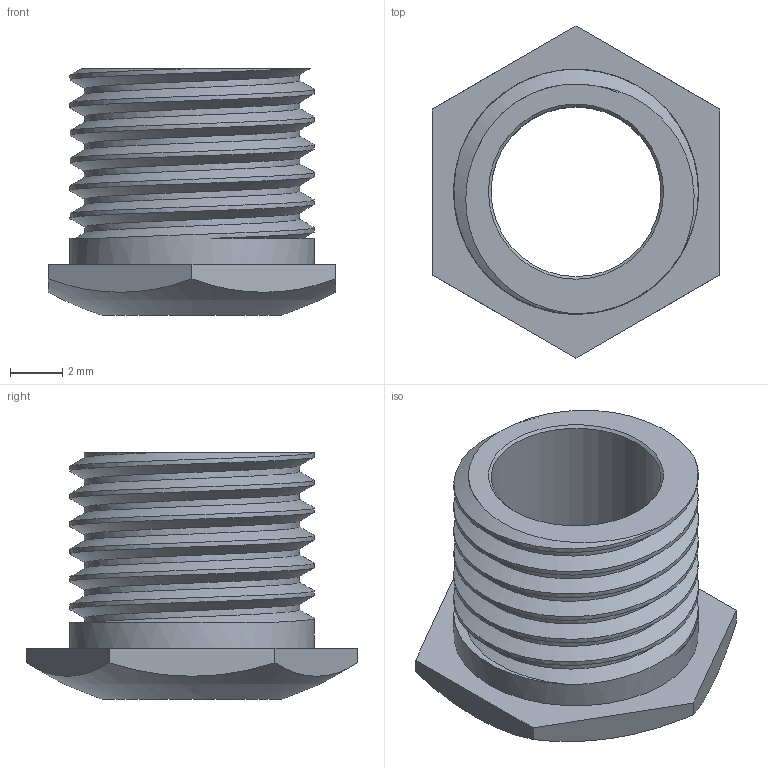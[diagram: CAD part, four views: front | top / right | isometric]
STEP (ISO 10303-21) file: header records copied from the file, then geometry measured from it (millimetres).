
FILE_DESCRIPTION(/* description */ (''),/* implementation_level */ '2;1');
FILE_NAME(/* name */ '1122 nut.step',/* time_stamp */ '2021-07-11T20:24:42+03:00',/* author */ (''),/* organization */ (''),/* preprocessor_version */ 'ST-DEVELOPER v18.1',/* originating_system */ 'Autodesk Translation Framework v10.9.0.1377',/* authorisation */ '');
FILE_SCHEMA (('AUTOMOTIVE_DESIGN { 1 0 10303 214 3 1 1 }'));
Length unit declared in the file: millimetre
Products named in the file (1): 1122 nut
Bounding box: 11 x 12.7 x 9.45 mm (x, y, z)
Volume: 316.4 mm3; surface area: 692.5 mm2
Topology: 1 solids, 1 shells, 29 faces, 79 edges, 52 vertices
Faces by surface type: cylinder 15, plane 9, cone 2, bspline 2, sphere 1
Full cylindrical faces by diameter (mm): 6.5 x1, 8.237 x3, 9.36 x5
Entity records: 2020 total; most frequent: CARTESIAN_POINT 1291, ORIENTED_EDGE 158, DIRECTION 122, EDGE_CURVE 79, VERTEX_POINT 52, AXIS2_PLACEMENT_3D 47, B_SPLINE_CURVE_WITH_KNOTS 32, EDGE_LOOP 31
